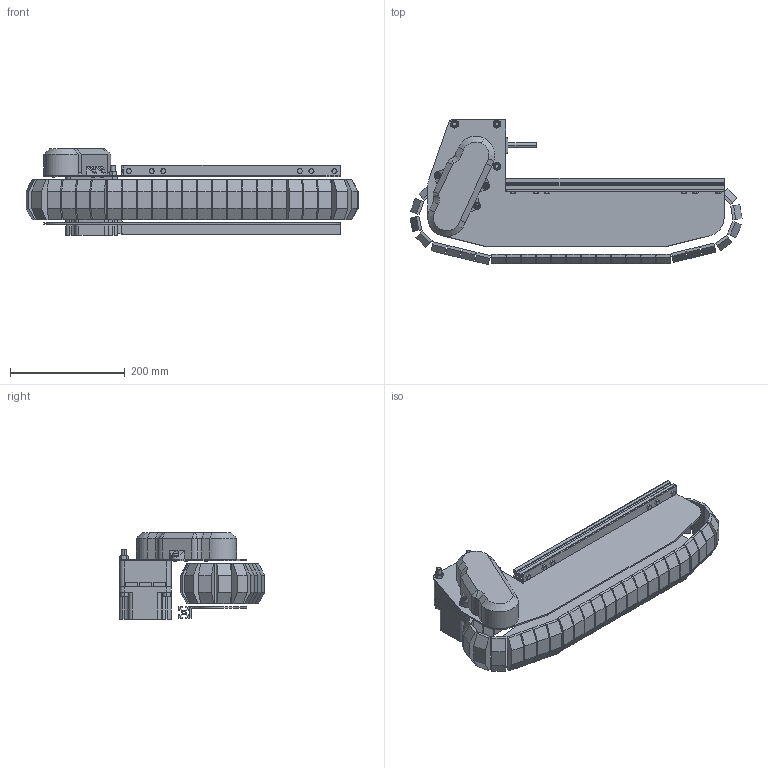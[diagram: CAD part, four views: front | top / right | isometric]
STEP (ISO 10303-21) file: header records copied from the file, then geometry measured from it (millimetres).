
FILE_DESCRIPTION (( 'STEP AP203' ), '1' );
FILE_NAME ('”z•z—pV4_220829.STEP', '2022-08-29T07:07:14', ( '' ), ( '' ), 'SwSTEP 2.0', 'SolidWorks 2022', '' );
FILE_SCHEMA (( 'CONFIG_CONTROL_DESIGN' ));
Length unit declared in the file: millimetre
Products named in the file (11): 履帯; SCB8-75_榋妏寠晅无倌; UNUTKZ8_Uﾅｯﾄ; モータ側板; CBE5-8_榋妏寠晅无倌; ギアヘッド側板; HXN-ST-M5-8; チェーンカバー; 配布用V4_220829; BLHM5100KC-20; NFS5-2020-380.stp
Assembly tree (24 placements, depth 2):
  配布用V4_220829
    ギアヘッド側板
    モータ側板
    NFS5-2020-380.stp  x2
    履帯
    チェーンカバー
    BLHM5100KC-20
    SCB8-75_榋妏寠晅无倌  x4
    HXN-ST-M5-8  x6
    CBE5-8_榋妏寠晅无倌  x3
    UNUTKZ8_Uﾅｯﾄ  x4
Bounding box: 578.23 x 252.79 x 151 mm (x, y, z)
Volume: 2356105.2 mm3; surface area: 790404.4 mm2
Topology: 70 solids, 70 shells, 1300 faces, 3153 edges, 2016 vertices
Faces by surface type: plane 884, cylinder 248, cone 160, torus 8
Entity records: 27908 total; most frequent: CARTESIAN_POINT 4901, ORIENTED_EDGE 4400, DIRECTION 4377, EDGE_CURVE 2200, VECTOR 1733, LINE 1733, VERTEX_POINT 1436, AXIS2_PLACEMENT_3D 1322
